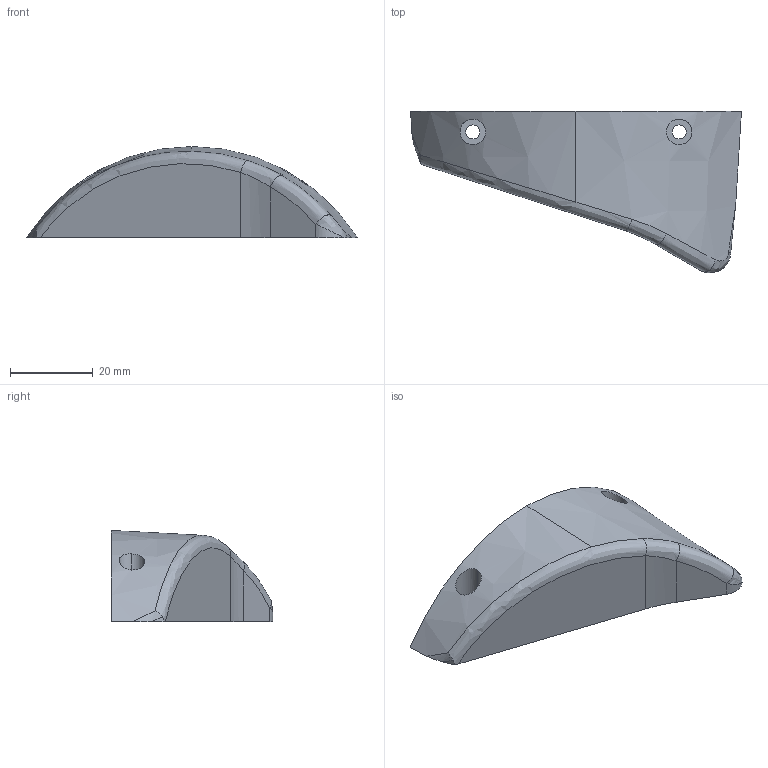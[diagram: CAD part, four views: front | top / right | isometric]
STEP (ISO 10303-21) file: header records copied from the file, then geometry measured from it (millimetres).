
FILE_DESCRIPTION (( 'STEP AP214' ), '1' );
FILE_NAME ('cycloid_housing.STEP', '2025-05-27T14:01:17', ( '' ), ( '' ), 'SwSTEP 2.0', 'SolidWorks 2025', '' );
FILE_SCHEMA (( 'AUTOMOTIVE_DESIGN' ));
Length unit declared in the file: millimetre
Products named in the file (1): cycloid_housing_bot_shoulder
Bounding box: 80.16 x 39.11 x 22.05 mm (x, y, z)
Volume: 28845.8 mm3; surface area: 7546.5 mm2
Topology: 1 solids, 1 shells, 37 faces, 91 edges, 58 vertices
Faces by surface type: cylinder 14, plane 13, bspline 6, cone 4
Entity records: 1672 total; most frequent: CARTESIAN_POINT 821, ORIENTED_EDGE 178, DIRECTION 149, EDGE_CURVE 89, VERTEX_POINT 58, AXIS2_PLACEMENT_3D 56, EDGE_LOOP 47, ADVANCED_FACE 37
